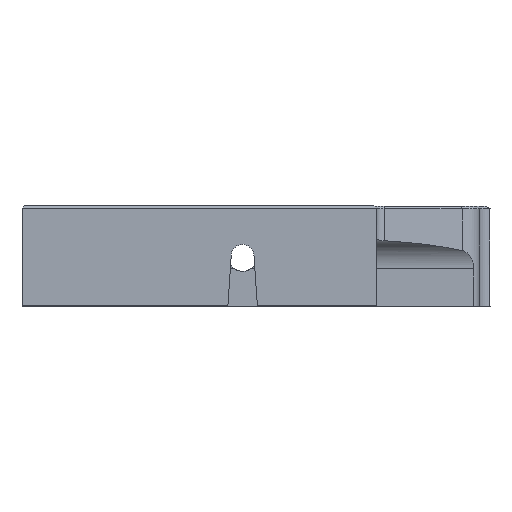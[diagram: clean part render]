
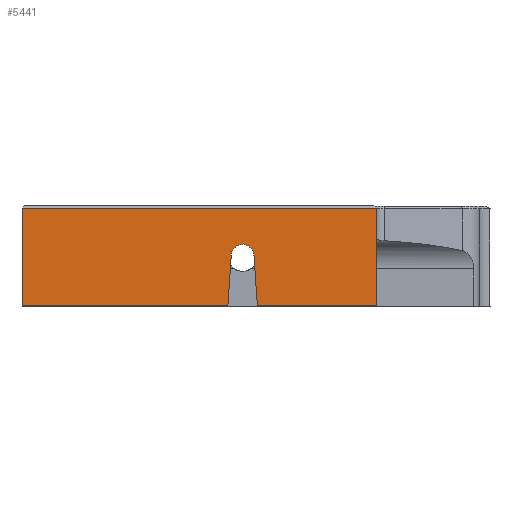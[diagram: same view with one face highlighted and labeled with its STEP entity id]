
A CAD part, top view. The second image highlights one B-rep face of the part: STEP entity #5441.
In plain terms, the highlighted planar face has unit normal (0, 0, 1).
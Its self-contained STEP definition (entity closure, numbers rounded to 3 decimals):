
#349=CIRCLE('',#6003,1.7);
#739=FACE_OUTER_BOUND('',#1057,.T.);
#1057=EDGE_LOOP('',(#4775,#4776,#4777,#4778,#4779,#4780,#4781,#4782));
#1306=LINE('',#8402,#1835);
#1318=LINE('',#8465,#1847);
#1574=LINE('',#9325,#2103);
#1575=LINE('',#9327,#2104);
#1576=LINE('',#9329,#2105);
#1577=LINE('',#9333,#2106);
#1578=LINE('',#9334,#2107);
#1835=VECTOR('',#6753,10.);
#1847=VECTOR('',#6795,1000.);
#2103=VECTOR('',#7565,10.);
#2104=VECTOR('',#7566,1000.);
#2105=VECTOR('',#7567,10.);
#2106=VECTOR('',#7570,10.);
#2107=VECTOR('',#7571,1000.);
#2401=VERTEX_POINT('',#8376);
#2402=VERTEX_POINT('',#8382);
#2420=VERTEX_POINT('',#8464);
#2611=VERTEX_POINT('',#9324);
#2612=VERTEX_POINT('',#9326);
#2613=VERTEX_POINT('',#9328);
#2614=VERTEX_POINT('',#9330);
#2615=VERTEX_POINT('',#9332);
#2992=EDGE_CURVE('',#2401,#2402,#1306,.T.);
#3013=EDGE_CURVE('',#2420,#2402,#1318,.T.);
#3372=EDGE_CURVE('',#2611,#2401,#1574,.T.);
#3373=EDGE_CURVE('',#2612,#2611,#1575,.T.);
#3374=EDGE_CURVE('',#2613,#2612,#1576,.T.);
#3375=EDGE_CURVE('',#2614,#2613,#349,.T.);
#3376=EDGE_CURVE('',#2615,#2614,#1577,.T.);
#3377=EDGE_CURVE('',#2420,#2615,#1578,.T.);
#4775=ORIENTED_EDGE('',*,*,#2992,.F.);
#4776=ORIENTED_EDGE('',*,*,#3372,.F.);
#4777=ORIENTED_EDGE('',*,*,#3373,.F.);
#4778=ORIENTED_EDGE('',*,*,#3374,.F.);
#4779=ORIENTED_EDGE('',*,*,#3375,.F.);
#4780=ORIENTED_EDGE('',*,*,#3376,.F.);
#4781=ORIENTED_EDGE('',*,*,#3377,.F.);
#4782=ORIENTED_EDGE('',*,*,#3013,.T.);
#5141=PLANE('',#6002);
#5441=ADVANCED_FACE('',(#739),#5141,.T.);
#6002=AXIS2_PLACEMENT_3D('',#9323,#7563,#7564);
#6003=AXIS2_PLACEMENT_3D('',#9331,#7568,#7569);
#6753=DIRECTION('',(1.,0.,0.));
#6795=DIRECTION('',(0.,1.,0.));
#7563=DIRECTION('center_axis',(0.,0.,
1.));
#7564=DIRECTION('ref_axis',(0.,-1.,0.));
#7565=DIRECTION('',(0.,1.,0.));
#7566=DIRECTION('',(-1.,0.,0.));
#7567=DIRECTION('',(-0.067,-0.998,0.));
#7568=DIRECTION('center_axis',(0.,0.,
1.));
#7569=DIRECTION('ref_axis',(1.,0.,0.));
#7570=DIRECTION('',(-0.067,0.998,0.));
#7571=DIRECTION('',(-1.,0.,0.));
#8376=CARTESIAN_POINT('',(80.5,140.1,-135.));
#8382=CARTESIAN_POINT('',(133.5,140.1,-135.));
#8402=CARTESIAN_POINT('',(73.,140.1,-135.));
#8464=CARTESIAN_POINT('',(133.5,125.5,-135.));
#8465=CARTESIAN_POINT('',(133.5,125.5,-135.));
#9323=CARTESIAN_POINT('Origin',(30.5,133.,-135.));
#9324=CARTESIAN_POINT('',(80.5,125.5,-135.));
#9325=CARTESIAN_POINT('',(80.5,133.,-135.));
#9326=CARTESIAN_POINT('',(111.3,125.5,-135.));
#9327=CARTESIAN_POINT('',(-11.5,125.5,-135.));
#9328=CARTESIAN_POINT('',(111.8,133.,-135.));
#9329=CARTESIAN_POINT('',(111.153,123.3,-135.));
#9330=CARTESIAN_POINT('',(115.2,133.,-135.));
#9331=CARTESIAN_POINT('Origin',(113.5,133.,-135.));
#9332=CARTESIAN_POINT('',(115.7,125.5,-135.));
#9333=CARTESIAN_POINT('',(115.294,131.597,-135.));
#9334=CARTESIAN_POINT('',(-11.5,125.5,-135.));
